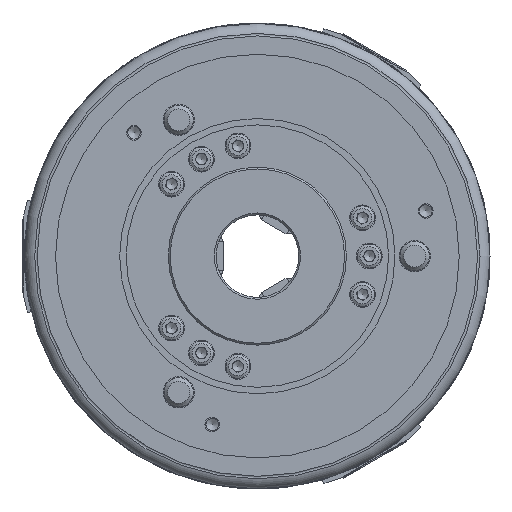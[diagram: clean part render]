
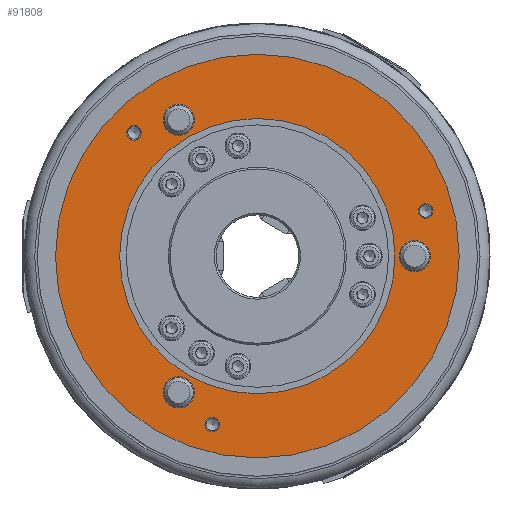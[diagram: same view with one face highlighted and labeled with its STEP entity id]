
A CAD part, left-side view. The second image highlights one B-rep face of the part: STEP entity #91808.
In plain terms, the highlighted planar face has unit normal (-1, 0, 0).
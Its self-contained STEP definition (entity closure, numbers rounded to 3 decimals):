
#974=CIRCLE('',#95332,8.5);
#976=CIRCLE('',#95335,4.);
#977=CIRCLE('',#95336,4.);
#978=CIRCLE('',#95337,4.);
#979=CIRCLE('',#95338,75.);
#980=CIRCLE('',#95339,110.);
#981=CIRCLE('',#95340,8.5);
#982=CIRCLE('',#95341,8.5);
#15514=ORIENTED_EDGE('',*,*,#31243,.F.);
#15515=ORIENTED_EDGE('',*,*,#31244,.F.);
#15516=ORIENTED_EDGE('',*,*,#31245,.F.);
#15517=ORIENTED_EDGE('',*,*,#31246,.T.);
#15518=ORIENTED_EDGE('',*,*,#31241,.F.);
#15519=ORIENTED_EDGE('',*,*,#31247,.F.);
#15520=ORIENTED_EDGE('',*,*,#31248,.T.);
#15521=ORIENTED_EDGE('',*,*,#31249,.T.);
#31241=EDGE_CURVE('',#38847,#38847,#974,.T.);
#31243=EDGE_CURVE('',#38849,#38849,#976,.T.);
#31244=EDGE_CURVE('',#38850,#38850,#977,.T.);
#31245=EDGE_CURVE('',#38851,#38851,#978,.T.);
#31246=EDGE_CURVE('',#38852,#38852,#979,.T.);
#31247=EDGE_CURVE('',#38853,#38853,#980,.T.);
#31248=EDGE_CURVE('',#38854,#38854,#981,.T.);
#31249=EDGE_CURVE('',#38855,#38855,#982,.T.);
#38847=VERTEX_POINT('',#131094);
#38849=VERTEX_POINT('',#131099);
#38850=VERTEX_POINT('',#131101);
#38851=VERTEX_POINT('',#131103);
#38852=VERTEX_POINT('',#131105);
#38853=VERTEX_POINT('',#131107);
#38854=VERTEX_POINT('',#131109);
#38855=VERTEX_POINT('',#131111);
#61089=EDGE_LOOP('',(#15514));
#61090=EDGE_LOOP('',(#15515));
#61091=EDGE_LOOP('',(#15516));
#61092=EDGE_LOOP('',(#15517));
#61093=EDGE_LOOP('',(#15518));
#61094=EDGE_LOOP('',(#15519));
#61095=EDGE_LOOP('',(#15520));
#61096=EDGE_LOOP('',(#15521));
#64521=FACE_BOUND('',#61089,.T.);
#64522=FACE_BOUND('',#61090,.T.);
#64523=FACE_BOUND('',#61091,.T.);
#64524=FACE_BOUND('',#61092,.T.);
#64525=FACE_BOUND('',#61093,.T.);
#64526=FACE_BOUND('',#61094,.T.);
#64527=FACE_BOUND('',#61095,.T.);
#64528=FACE_BOUND('',#61096,.T.);
#67628=PLANE('',#95334);
#91808=ADVANCED_FACE('',(#64521,#64522,#64523,#64524,#64525,#64526,#64527,
#64528),#67628,.T.);
#95332=AXIS2_PLACEMENT_3D('',#131093,#109823,#109824);
#95334=AXIS2_PLACEMENT_3D('',#131097,#109827,#109828);
#95335=AXIS2_PLACEMENT_3D('',#131098,#109829,#109830);
#95336=AXIS2_PLACEMENT_3D('',#131100,#109831,#109832);
#95337=AXIS2_PLACEMENT_3D('',#131102,#109833,#109834);
#95338=AXIS2_PLACEMENT_3D('',#131104,#109835,#109836);
#95339=AXIS2_PLACEMENT_3D('',#131106,#109837,#109838);
#95340=AXIS2_PLACEMENT_3D('',#131108,#109839,#109840);
#95341=AXIS2_PLACEMENT_3D('',#131110,#109841,#109842);
#109823=DIRECTION('',(-1.,0.,0.));
#109824=DIRECTION('',(0.,0.,1.));
#109827=DIRECTION('',(-1.,0.,0.));
#109828=DIRECTION('',(0.,0.,1.));
#109829=DIRECTION('',(-1.,0.,0.));
#109830=DIRECTION('',(0.,0.,1.));
#109831=DIRECTION('',(-1.,0.,0.));
#109832=DIRECTION('',(0.,0.,1.));
#109833=DIRECTION('',(-1.,0.,0.));
#109834=DIRECTION('',(0.,0.,1.));
#109835=DIRECTION('',(1.,0.,0.));
#109836=DIRECTION('',(0.,0.,-1.));
#109837=DIRECTION('',(1.,0.,0.));
#109838=DIRECTION('',(0.,0.,-1.));
#109839=DIRECTION('',(1.,0.,0.));
#109840=DIRECTION('',(0.,0.,-1.));
#109841=DIRECTION('',(1.,0.,0.));
#109842=DIRECTION('',(0.,0.866,0.5));
#131093=CARTESIAN_POINT('',(-95.,42.862,-74.24));
#131094=CARTESIAN_POINT('',(-95.,42.862,-65.74));
#131097=CARTESIAN_POINT('',(-95.,37.5,-64.952));
#131098=CARTESIAN_POINT('',(-95.,67.175,67.175));
#131099=CARTESIAN_POINT('',(-95.,67.175,71.175));
#131100=CARTESIAN_POINT('',(-95.,-91.763,24.588));
#131101=CARTESIAN_POINT('',(-95.,-91.763,28.588));
#131102=CARTESIAN_POINT('',(-95.,24.588,-91.763));
#131103=CARTESIAN_POINT('',(-95.,24.588,-87.763));
#131104=CARTESIAN_POINT('',(-95.,0.,0.));
#131105=CARTESIAN_POINT('',(-95.,0.,-75.));
#131106=CARTESIAN_POINT('',(-95.,0.,0.));
#131107=CARTESIAN_POINT('',(-95.,0.,-110.));
#131108=CARTESIAN_POINT('',(-95.,42.862,74.24));
#131109=CARTESIAN_POINT('',(-95.,42.862,65.74));
#131110=CARTESIAN_POINT('',(-95.,-85.725,0.));
#131111=CARTESIAN_POINT('',(-95.,-78.364,4.25));
